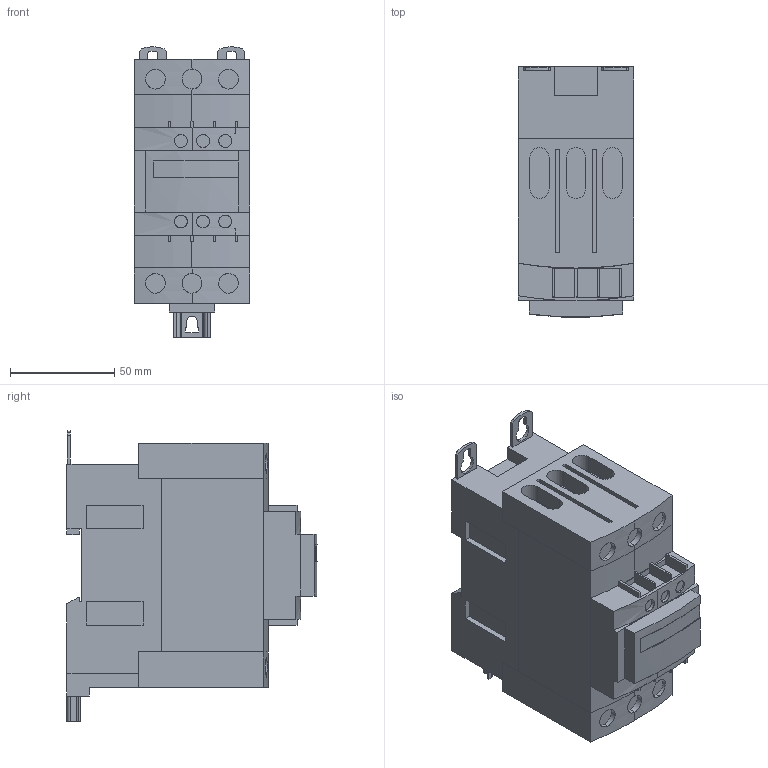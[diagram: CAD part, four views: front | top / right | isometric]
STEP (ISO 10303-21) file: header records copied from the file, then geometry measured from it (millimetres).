
FILE_DESCRIPTION(('starvars output'),'2;1');
FILE_NAME('T02DN13G7_3D.stp','18:50:01 2020/04/01',( 'Thomas Industrial Network Germany GmbH'),( 'Thomas Industrial Network Germany GmbH'),'unknown preprocess','ACIS' ,'unknown authorization');
FILE_SCHEMA(('CONFIG_CONTROL_DESIGN {UNKNOWN IMPLEMENTATION LEVEL}'));
Length unit declared in the file: millimetre
Products named in the file (5): PRODUCT_ID_3; PRODUCT_ID_4; PRODUCT_ID_5; PRODUCT_ID_6; PRODUCT_ID_7
Bounding box: 55.12 x 119.82 x 139.03 mm (x, y, z)
Volume: 611633 mm3; surface area: 90313.4 mm2
Topology: 5 solids, 5 shells, 314 faces, 805 edges, 530 vertices
Faces by surface type: plane 235, cylinder 79
Entity records: 9622 total; most frequent: CARTESIAN_POINT 1938, ORIENTED_EDGE 1610, DIRECTION 1322, EDGE_CURVE 805, VECTOR 582, LINE 582, VERTEX_POINT 530, AXIS2_PLACEMENT_3D 370
